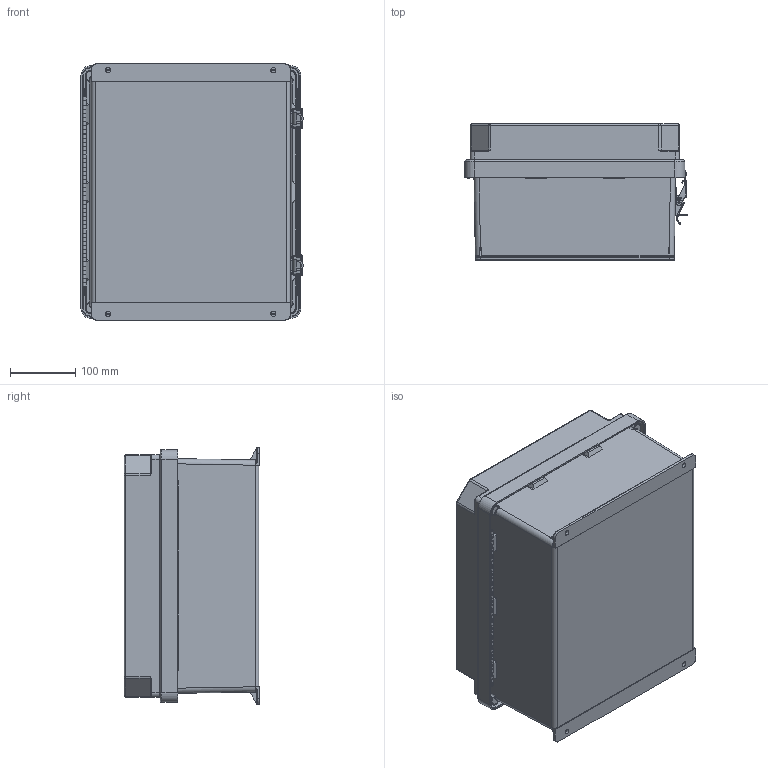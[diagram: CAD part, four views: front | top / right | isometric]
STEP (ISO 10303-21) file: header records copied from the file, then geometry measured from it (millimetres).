
FILE_DESCRIPTION (( 'STEP AP214' ), '1' );
FILE_NAME ('NB141207_3D.step', '2025-10-28T17:15:05', ( '' ), ( '' ), 'SwSTEP 2.0', 'SolidWorks 2025', '' );
FILE_SCHEMA (( 'AUTOMOTIVE_DESIGN' ));
Length unit declared in the file: inch
Products named in the file (6): NB141207-Box; NB141207-DoorClasp-1; NB141207-Lid; NB141207-DoorClasp-2; NB141207_3D; NB141207-Hinge
Assembly tree (8 placements, depth 2):
  NB141207_3D
    NB141207-Box
    NB141207-Hinge  x2
    NB141207-Lid
    NB141207-DoorClasp-1  x2
    NB141207-DoorClasp-2  x2
Bounding box: 341.9 x 209 x 394 mm (x, y, z)
Volume: 1960290.4 mm3; surface area: 1158293.2 mm2
Topology: 14 solids, 14 shells, 1607 faces, 4240 edges, 2627 vertices
Faces by surface type: cylinder 720, plane 533, bspline 148, torus 128, cone 70, sphere 8
Entity records: 40984 total; most frequent: CARTESIAN_POINT 12435, ORIENTED_EDGE 6156, DIRECTION 5836, EDGE_CURVE 3078, AXIS2_PLACEMENT_3D 2169, VERTEX_POINT 1912, LINE 1498, VECTOR 1498
